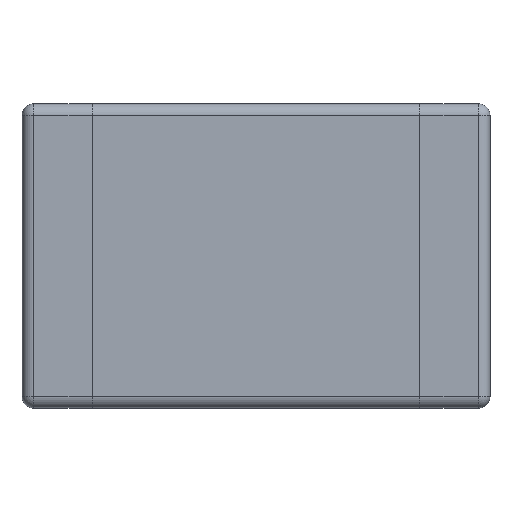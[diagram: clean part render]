
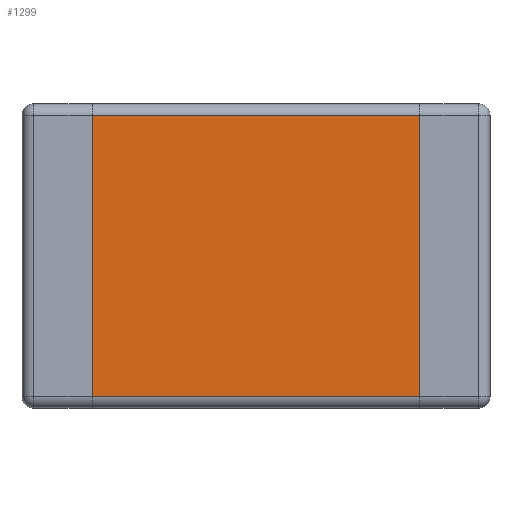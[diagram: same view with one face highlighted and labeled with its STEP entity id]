
A CAD part, front view. The second image highlights one B-rep face of the part: STEP entity #1299.
In plain terms, the highlighted planar face has unit normal (0, -1, 0).
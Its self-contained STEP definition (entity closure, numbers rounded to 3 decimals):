
#217 = CARTESIAN_POINT ( 'NONE',  ( 0.7, 0., 0.6 ) ) ;
#234 = CARTESIAN_POINT ( 'NONE',  ( -0.7, 0., -0.6 ) ) ;
#261 = CARTESIAN_POINT ( 'NONE',  ( -0.7, 0., 0.6 ) ) ;
#496 = FACE_OUTER_BOUND ( 'NONE', #1300, .T. ) ;
#530 = DIRECTION ( 'NONE',  ( 1., 0., 0. ) ) ;
#531 = VECTOR ( 'NONE', #530, 1000. ) ;
#532 = CARTESIAN_POINT ( 'NONE',  ( 1., 0., -0.6 ) ) ;
#533 = LINE ( 'NONE', #532, #531 ) ;
#534 = DIRECTION ( 'NONE',  ( 0., 0., -1. ) ) ;
#535 = DIRECTION ( 'NONE',  ( 0., -1., 0. ) ) ;
#536 = CARTESIAN_POINT ( 'NONE',  ( 1., 0., -0.65 ) ) ;
#537 = AXIS2_PLACEMENT_3D ( 'NONE', #536, #535, #534 ) ;
#538 = PLANE ( 'NONE',  #537 ) ;
#703 = CARTESIAN_POINT ( 'NONE',  ( -1., 0., 0.6 ) ) ;
#704 = LINE ( 'NONE', #703, #756 ) ;
#755 = DIRECTION ( 'NONE',  ( -1., 0., 0. ) ) ;
#756 = VECTOR ( 'NONE', #755, 1000. ) ;
#1102 = EDGE_CURVE ( 'NONE', #1217, #1103, #1506, .T. ) ;
#1103 = VERTEX_POINT ( 'NONE', #1502 ) ;
#1111 = EDGE_CURVE ( 'NONE', #1228, #1233, #1496, .T. ) ;
#1217 = VERTEX_POINT ( 'NONE', #217 ) ;
#1228 = VERTEX_POINT ( 'NONE', #234 ) ;
#1233 = VERTEX_POINT ( 'NONE', #261 ) ;
#1299 = ADVANCED_FACE ( 'NONE', ( #496 ), #538, .T. ) ;
#1300 = EDGE_LOOP ( 'NONE', ( #1301, #1302, #1304, #1305 ) ) ;
#1301 = ORIENTED_EDGE ( 'NONE', *, *, #1111, .F. ) ;
#1302 = ORIENTED_EDGE ( 'NONE', *, *, #1303, .T. ) ;
#1303 = EDGE_CURVE ( 'NONE', #1228, #1103, #533, .T. ) ;
#1304 = ORIENTED_EDGE ( 'NONE', *, *, #1102, .F. ) ;
#1305 = ORIENTED_EDGE ( 'NONE', *, *, #1358, .T. ) ;
#1358 = EDGE_CURVE ( 'NONE', #1217, #1233, #704, .T. ) ;
#1493 = DIRECTION ( 'NONE',  ( 0., 0., 1. ) ) ;
#1494 = VECTOR ( 'NONE', #1493, 1000. ) ;
#1495 = CARTESIAN_POINT ( 'NONE',  ( -0.7, 0., -0.65 ) ) ;
#1496 = LINE ( 'NONE', #1495, #1494 ) ;
#1502 = CARTESIAN_POINT ( 'NONE',  ( 0.7, 0., -0.6 ) ) ;
#1503 = DIRECTION ( 'NONE',  ( 0., 0., -1. ) ) ;
#1504 = VECTOR ( 'NONE', #1503, 1000. ) ;
#1505 = CARTESIAN_POINT ( 'NONE',  ( 0.7, 0., -0.65 ) ) ;
#1506 = LINE ( 'NONE', #1505, #1504 ) ;
